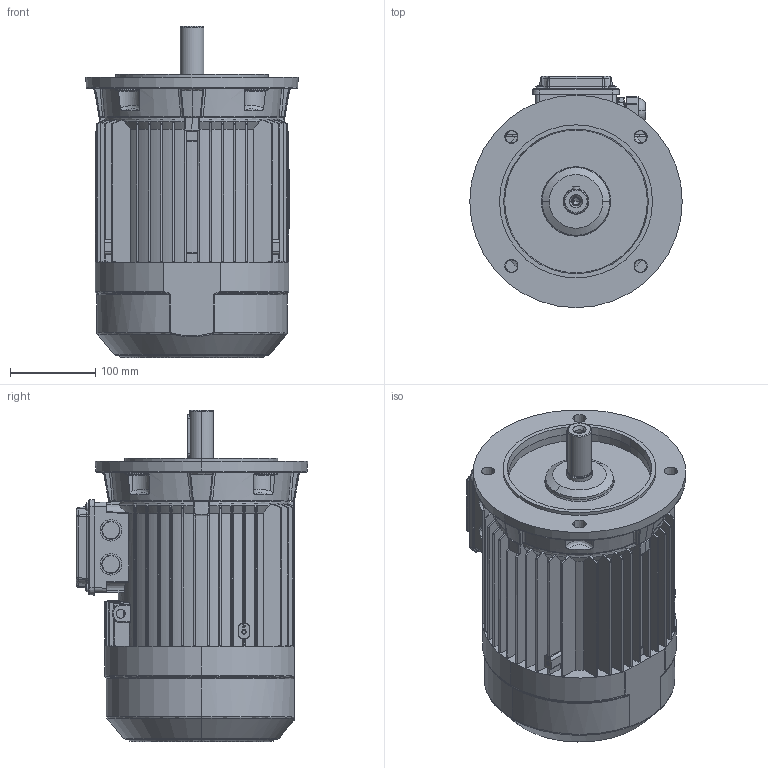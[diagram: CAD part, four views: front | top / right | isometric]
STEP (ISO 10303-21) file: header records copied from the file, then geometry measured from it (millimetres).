
FILE_DESCRIPTION (( 'STEP AP214' ), '1' );
FILE_NAME ('A-112M-B5_WOL.STEP', '2019-08-21T09:31:41', ( '' ), ( '' ), 'SwSTEP 2.0', 'SolidWorks 2018', '' );
FILE_SCHEMA (( 'AUTOMOTIVE_DESIGN' ));
Length unit declared in the file: millimetre
Products named in the file (1): A-112M-B5_WOL
Bounding box: 249.95 x 272.23 x 389.5 mm (x, y, z)
Volume: 11633202.5 mm3; surface area: 582626.7 mm2
Topology: 3 solids, 3 shells, 1533 faces, 4129 edges, 2629 vertices
Faces by surface type: plane 496, cylinder 404, bspline 404, cone 221, torus 8
Entity records: 85761 total; most frequent: CARTESIAN_POINT 52032, ORIENTED_EDGE 8196, DIRECTION 5575, EDGE_CURVE 4098, VERTEX_POINT 2629, AXIS2_PLACEMENT_3D 1981, VECTOR 1613, LINE 1613
